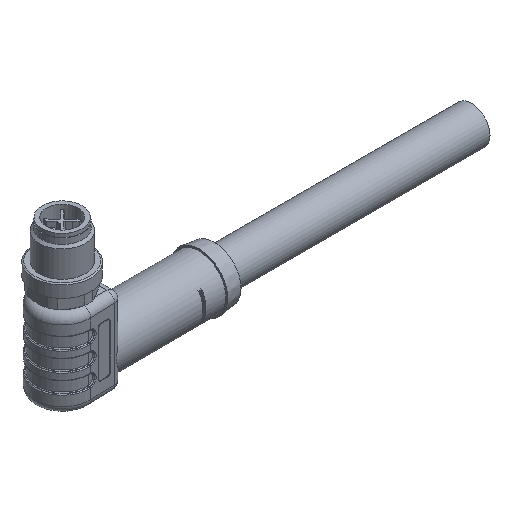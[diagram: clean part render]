
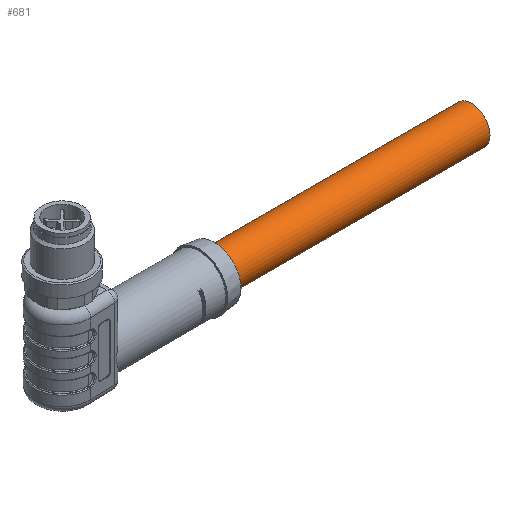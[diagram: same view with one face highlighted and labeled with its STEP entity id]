
A CAD part, isometric view. The second image highlights one B-rep face of the part: STEP entity #681.
In plain terms, the highlighted cylindrical face has radius 4.85 mm (diameter 9.7 mm), a full revolution.
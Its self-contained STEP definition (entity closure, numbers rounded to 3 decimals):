
#197=CYLINDRICAL_SURFACE('',#3991,4.85);
#681=ADVANCED_FACE('',(#841,#842),#197,.T.);
#841=FACE_BOUND('',#1117,.T.);
#842=FACE_BOUND('',#1118,.T.);
#1117=EDGE_LOOP('',(#2141));
#1118=EDGE_LOOP('',(#2142));
#2141=ORIENTED_EDGE('',*,*,#2591,.F.);
#2142=ORIENTED_EDGE('',*,*,#2950,.F.);
#2254=VERTEX_POINT('',#5448);
#2455=VERTEX_POINT('',#6856);
#2591=EDGE_CURVE('',#2254,#2254,#3384,.T.);
#2950=EDGE_CURVE('',#2455,#2455,#3548,.T.);
#3384=CIRCLE('',#3640,4.85);
#3548=CIRCLE('',#3990,4.85);
#3640=AXIS2_PLACEMENT_3D('',#5447,#4224,#4225);
#3990=AXIS2_PLACEMENT_3D('',#6855,#5061,#5062);
#3991=AXIS2_PLACEMENT_3D('',#6857,#5063,#5064);
#4224=DIRECTION('',(-1.,0.,0.));
#4225=DIRECTION('',(0.,0.,-1.));
#5061=DIRECTION('',(1.,0.,0.));
#5062=DIRECTION('',(0.,1.,0.));
#5063=DIRECTION('',(-1.,0.,0.));
#5064=DIRECTION('',(0.,0.,-1.));
#5447=CARTESIAN_POINT('',(100.,60.,-1.7));
#5448=CARTESIAN_POINT('',(100.,60.,-6.55));
#6855=CARTESIAN_POINT('',(167.557,60.,-1.7));
#6856=CARTESIAN_POINT('',(167.557,64.85,-1.7));
#6857=CARTESIAN_POINT('',(187.557,60.,-1.7));
